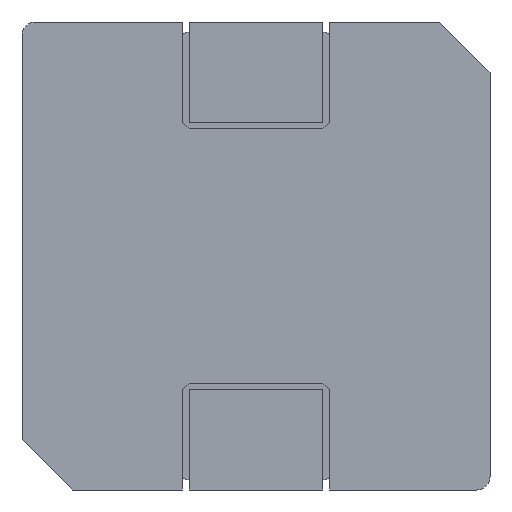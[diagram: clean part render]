
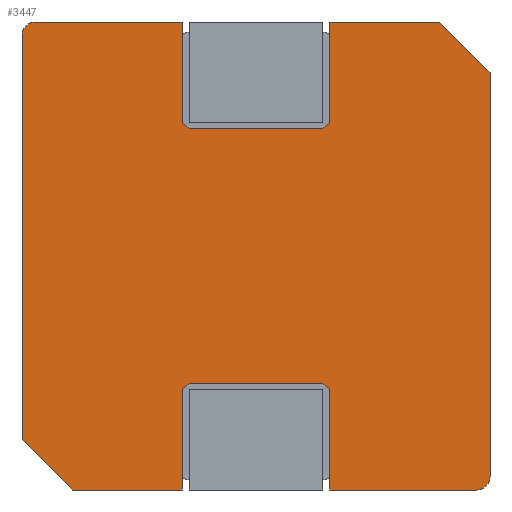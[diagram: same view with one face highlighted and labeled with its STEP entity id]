
A CAD part, front view. The second image highlights one B-rep face of the part: STEP entity #3447.
In plain terms, the highlighted planar face has unit normal (0, -1, 0).
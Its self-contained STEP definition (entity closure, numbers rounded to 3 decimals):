
#25=DIRECTION('',(0.707,0.,-0.707));
#26=VECTOR('',#25,1.063);
#27=CARTESIAN_POINT('',(2.748,0.,3.5));
#28=LINE('',#27,#26);
#29=CARTESIAN_POINT('',(3.3,0.,-3.3));
#30=DIRECTION('',(0.,-1.,0.));
#31=DIRECTION('',(0.,0.,-1.));
#32=AXIS2_PLACEMENT_3D('',#29,#30,#31);
#34=DIRECTION('',(0.,0.,1.));
#35=VECTOR('',#34,1.5);
#36=CARTESIAN_POINT('',(1.1,0.,-3.5));
#37=LINE('',#36,#35);
#38=DIRECTION('',(0.707,0.,-0.707));
#39=VECTOR('',#38,0.141);
#40=CARTESIAN_POINT('',(1.,0.,-1.9));
#41=LINE('',#40,#39);
#42=DIRECTION('',(1.,0.,0.));
#43=VECTOR('',#42,2.);
#44=CARTESIAN_POINT('',(-1.,0.,-1.9));
#45=LINE('',#44,#43);
#46=DIRECTION('',(0.707,0.,0.707));
#47=VECTOR('',#46,0.141);
#48=CARTESIAN_POINT('',(-1.1,0.,-2.));
#49=LINE('',#48,#47);
#50=DIRECTION('',(0.,0.,1.));
#51=VECTOR('',#50,1.5);
#52=CARTESIAN_POINT('',(-1.1,0.,-3.5));
#53=LINE('',#52,#51);
#54=DIRECTION('',(-0.707,0.,0.707));
#55=VECTOR('',#54,1.063);
#56=CARTESIAN_POINT('',(-2.748,0.,-3.5));
#57=LINE('',#56,#55);
#58=CARTESIAN_POINT('',(-3.3,0.,3.3));
#59=DIRECTION('',(0.,-1.,0.));
#60=DIRECTION('',(0.,0.,1.));
#61=AXIS2_PLACEMENT_3D('',#58,#59,#60);
#63=DIRECTION('',(0.,0.,-1.));
#64=VECTOR('',#63,1.5);
#65=CARTESIAN_POINT('',(-1.1,0.,3.5));
#66=LINE('',#65,#64);
#67=DIRECTION('',(-0.707,0.,0.707));
#68=VECTOR('',#67,0.141);
#69=CARTESIAN_POINT('',(-1.,0.,1.9));
#70=LINE('',#69,#68);
#71=DIRECTION('',(-1.,0.,0.));
#72=VECTOR('',#71,2.);
#73=CARTESIAN_POINT('',(1.,0.,1.9));
#74=LINE('',#73,#72);
#75=DIRECTION('',(-0.707,0.,-0.707));
#76=VECTOR('',#75,0.141);
#77=CARTESIAN_POINT('',(1.1,0.,2.));
#78=LINE('',#77,#76);
#79=DIRECTION('',(0.,0.,-1.));
#80=VECTOR('',#79,1.5);
#81=CARTESIAN_POINT('',(1.1,0.,3.5));
#82=LINE('',#81,#80);
#2978=DIRECTION('',(-1.,0.,0.));
#2979=VECTOR('',#2978,1.648);
#2980=CARTESIAN_POINT('',(2.748,0.,3.5));
#2981=LINE('',#2980,#2979);
#2998=DIRECTION('',(-1.,0.,0.));
#2999=VECTOR('',#2998,2.2);
#3000=CARTESIAN_POINT('',(-1.1,0.,3.5));
#3001=LINE('',#3000,#2999);
#3078=DIRECTION('',(0.,0.,1.));
#3079=VECTOR('',#3078,6.048);
#3080=CARTESIAN_POINT('',(3.5,0.,-3.3));
#3081=LINE('',#3080,#3079);
#3086=DIRECTION('',(1.,0.,0.));
#3087=VECTOR('',#3086,1.648);
#3088=CARTESIAN_POINT('',(-2.748,0.,-3.5));
#3089=LINE('',#3088,#3087);
#3106=DIRECTION('',(1.,0.,0.));
#3107=VECTOR('',#3106,2.2);
#3108=CARTESIAN_POINT('',(1.1,0.,-3.5));
#3109=LINE('',#3108,#3107);
#3186=DIRECTION('',(0.,0.,-1.));
#3187=VECTOR('',#3186,6.048);
#3188=CARTESIAN_POINT('',(-3.5,0.,3.3));
#3189=LINE('',#3188,#3187);
#3216=CARTESIAN_POINT('',(-2.748,0.,-3.5));
#3217=CARTESIAN_POINT('',(-3.5,0.,-2.748));
#3218=VERTEX_POINT('',#3216);
#3219=VERTEX_POINT('',#3217);
#3220=CARTESIAN_POINT('',(2.748,0.,3.5));
#3221=CARTESIAN_POINT('',(3.5,0.,2.748));
#3222=VERTEX_POINT('',#3220);
#3223=VERTEX_POINT('',#3221);
#3234=CARTESIAN_POINT('',(-3.3,0.,3.5));
#3235=CARTESIAN_POINT('',(-3.5,0.,3.3));
#3236=VERTEX_POINT('',#3234);
#3237=VERTEX_POINT('',#3235);
#3242=CARTESIAN_POINT('',(3.3,0.,-3.5));
#3243=CARTESIAN_POINT('',(3.5,0.,-3.3));
#3244=VERTEX_POINT('',#3242);
#3245=VERTEX_POINT('',#3243);
#3274=CARTESIAN_POINT('',(1.1,0.,3.5));
#3275=VERTEX_POINT('',#3274);
#3278=CARTESIAN_POINT('',(-1.1,0.,-3.5));
#3279=VERTEX_POINT('',#3278);
#3328=CARTESIAN_POINT('',(-1.1,0.,-2.));
#3329=VERTEX_POINT('',#3328);
#3330=CARTESIAN_POINT('',(-1.,0.,-1.9));
#3331=VERTEX_POINT('',#3330);
#3332=CARTESIAN_POINT('',(1.,0.,-1.9));
#3333=VERTEX_POINT('',#3332);
#3334=CARTESIAN_POINT('',(1.1,0.,-2.));
#3335=VERTEX_POINT('',#3334);
#3336=CARTESIAN_POINT('',(1.1,0.,-3.5));
#3337=VERTEX_POINT('',#3336);
#3338=CARTESIAN_POINT('',(1.1,0.,2.));
#3339=VERTEX_POINT('',#3338);
#3340=CARTESIAN_POINT('',(1.,0.,1.9));
#3341=VERTEX_POINT('',#3340);
#3342=CARTESIAN_POINT('',(-1.,0.,1.9));
#3343=VERTEX_POINT('',#3342);
#3344=CARTESIAN_POINT('',(-1.1,0.,2.));
#3345=VERTEX_POINT('',#3344);
#3346=CARTESIAN_POINT('',(-1.1,0.,3.5));
#3347=VERTEX_POINT('',#3346);
#3400=CARTESIAN_POINT('',(0.,0.,0.));
#3401=DIRECTION('',(0.,1.,0.));
#3402=DIRECTION('',(1.,0.,0.));
#3403=AXIS2_PLACEMENT_3D('',#3400,#3401,#3402);
#3404=PLANE('',#3403);
#3406=ORIENTED_EDGE('',*,*,#3405,.F.);
#3408=ORIENTED_EDGE('',*,*,#3407,.T.);
#3410=ORIENTED_EDGE('',*,*,#3409,.F.);
#3412=ORIENTED_EDGE('',*,*,#3411,.F.);
#3414=ORIENTED_EDGE('',*,*,#3413,.F.);
#3416=ORIENTED_EDGE('',*,*,#3415,.T.);
#3418=ORIENTED_EDGE('',*,*,#3417,.F.);
#3420=ORIENTED_EDGE('',*,*,#3419,.F.);
#3422=ORIENTED_EDGE('',*,*,#3421,.F.);
#3424=ORIENTED_EDGE('',*,*,#3423,.F.);
#3426=ORIENTED_EDGE('',*,*,#3425,.F.);
#3428=ORIENTED_EDGE('',*,*,#3427,.T.);
#3430=ORIENTED_EDGE('',*,*,#3429,.F.);
#3432=ORIENTED_EDGE('',*,*,#3431,.F.);
#3434=ORIENTED_EDGE('',*,*,#3433,.F.);
#3436=ORIENTED_EDGE('',*,*,#3435,.T.);
#3438=ORIENTED_EDGE('',*,*,#3437,.F.);
#3440=ORIENTED_EDGE('',*,*,#3439,.F.);
#3442=ORIENTED_EDGE('',*,*,#3441,.F.);
#3444=ORIENTED_EDGE('',*,*,#3443,.F.);
#3445=EDGE_LOOP('',(#3406,#3408,#3410,#3412,#3414,#3416,#3418,#3420,#3422,#3424,
#3426,#3428,#3430,#3432,#3434,#3436,#3438,#3440,#3442,#3444));
#3446=FACE_OUTER_BOUND('',#3445,.F.);
#33=CIRCLE('',#32,0.2);
#62=CIRCLE('',#61,0.2);
#3405=EDGE_CURVE('',#3222,#3275,#2981,.T.);
#3407=EDGE_CURVE('',#3222,#3223,#28,.T.);
#3409=EDGE_CURVE('',#3245,#3223,#3081,.T.);
#3411=EDGE_CURVE('',#3244,#3245,#33,.T.);
#3413=EDGE_CURVE('',#3337,#3244,#3109,.T.);
#3415=EDGE_CURVE('',#3337,#3335,#37,.T.);
#3417=EDGE_CURVE('',#3333,#3335,#41,.T.);
#3419=EDGE_CURVE('',#3331,#3333,#45,.T.);
#3421=EDGE_CURVE('',#3329,#3331,#49,.T.);
#3423=EDGE_CURVE('',#3279,#3329,#53,.T.);
#3425=EDGE_CURVE('',#3218,#3279,#3089,.T.);
#3427=EDGE_CURVE('',#3218,#3219,#57,.T.);
#3429=EDGE_CURVE('',#3237,#3219,#3189,.T.);
#3431=EDGE_CURVE('',#3236,#3237,#62,.T.);
#3433=EDGE_CURVE('',#3347,#3236,#3001,.T.);
#3435=EDGE_CURVE('',#3347,#3345,#66,.T.);
#3437=EDGE_CURVE('',#3343,#3345,#70,.T.);
#3439=EDGE_CURVE('',#3341,#3343,#74,.T.);
#3441=EDGE_CURVE('',#3339,#3341,#78,.T.);
#3443=EDGE_CURVE('',#3275,#3339,#82,.T.);
#3447=ADVANCED_FACE('',(#3446),#3404,.F.);
